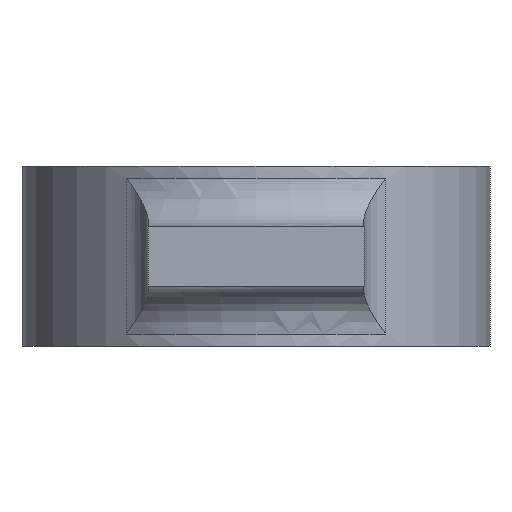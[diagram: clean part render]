
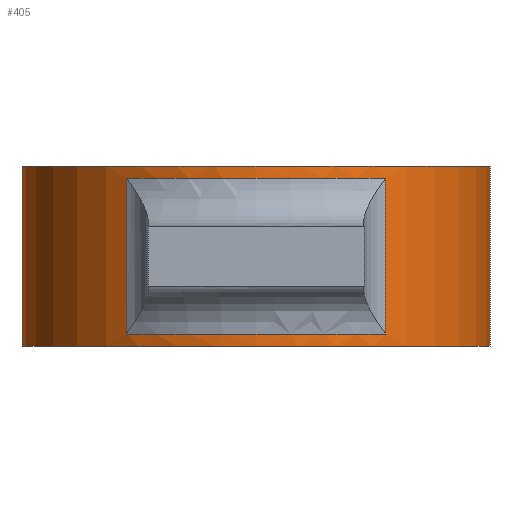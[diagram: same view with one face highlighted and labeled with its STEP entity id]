
A CAD part, left-side view. The second image highlights one B-rep face of the part: STEP entity #405.
In plain terms, the highlighted cylindrical face has radius 3.9 mm (diameter 7.8 mm), a full revolution.
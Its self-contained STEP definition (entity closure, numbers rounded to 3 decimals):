
#16=FACE_BOUND('',#99,.T.);
#17=FACE_BOUND('',#100,.T.);
#18=FACE_BOUND('',#101,.T.);
#48=CIRCLE('',#430,3.9);
#50=CIRCLE('',#435,3.9);
#52=CIRCLE('',#441,3.9);
#53=CIRCLE('',#442,3.9);
#54=CIRCLE('',#443,3.9);
#55=CIRCLE('',#444,3.9);
#73=FACE_OUTER_BOUND('',#98,.T.);
#98=EDGE_LOOP('',(#310));
#99=EDGE_LOOP('',(#311,#312,#313,#314));
#100=EDGE_LOOP('',(#315));
#101=EDGE_LOOP('',(#316,#317,#318,#319));
#136=LINE('',#612,#160);
#137=LINE('',#626,#161);
#144=LINE('',#681,#168);
#145=LINE('',#685,#169);
#160=VECTOR('',#478,10.);
#161=VECTOR('',#481,10.);
#168=VECTOR('',#518,10.);
#169=VECTOR('',#521,10.);
#185=VERTEX_POINT('',#600);
#186=VERTEX_POINT('',#611);
#187=VERTEX_POINT('',#624);
#188=VERTEX_POINT('',#625);
#199=VERTEX_POINT('',#677);
#200=VERTEX_POINT('',#679);
#201=VERTEX_POINT('',#680);
#202=VERTEX_POINT('',#682);
#203=VERTEX_POINT('',#684);
#204=VERTEX_POINT('',#687);
#225=EDGE_CURVE('',#185,#186,#136,.T.);
#227=EDGE_CURVE('',#187,#188,#137,.T.);
#233=EDGE_CURVE('',#188,#185,#48,.T.);
#237=EDGE_CURVE('',#186,#187,#50,.T.);
#245=EDGE_CURVE('',#199,#199,#52,.T.);
#246=EDGE_CURVE('',#200,#201,#144,.T.);
#247=EDGE_CURVE('',#202,#200,#53,.T.);
#248=EDGE_CURVE('',#203,#202,#145,.T.);
#249=EDGE_CURVE('',#201,#203,#54,.T.);
#250=EDGE_CURVE('',#204,#204,#55,.T.);
#310=ORIENTED_EDGE('',*,*,#245,.T.);
#311=ORIENTED_EDGE('',*,*,#246,.F.);
#312=ORIENTED_EDGE('',*,*,#247,.F.);
#313=ORIENTED_EDGE('',*,*,#248,.F.);
#314=ORIENTED_EDGE('',*,*,#249,.F.);
#315=ORIENTED_EDGE('',*,*,#250,.F.);
#316=ORIENTED_EDGE('',*,*,#227,.F.);
#317=ORIENTED_EDGE('',*,*,#237,.F.);
#318=ORIENTED_EDGE('',*,*,#225,.F.);
#319=ORIENTED_EDGE('',*,*,#233,.F.);
#393=CYLINDRICAL_SURFACE('',#440,3.9);
#405=ADVANCED_FACE('',(#73,#16,#17,#18),#393,.T.);
#430=AXIS2_PLACEMENT_3D('',#655,#489,#490);
#435=AXIS2_PLACEMENT_3D('',#662,#499,#500);
#440=AXIS2_PLACEMENT_3D('',#676,#514,#515);
#441=AXIS2_PLACEMENT_3D('',#678,#516,#517);
#442=AXIS2_PLACEMENT_3D('',#683,#519,#520);
#443=AXIS2_PLACEMENT_3D('',#686,#522,#523);
#444=AXIS2_PLACEMENT_3D('',#688,#524,#525);
#478=DIRECTION('',(0.,0.,-1.));
#481=DIRECTION('',(0.,0.,1.));
#489=DIRECTION('center_axis',(0.,0.,-1.));
#490=DIRECTION('ref_axis',(-1.,0.,0.));
#499=DIRECTION('center_axis',(0.,0.,1.));
#500=DIRECTION('ref_axis',(-1.,0.,0.));
#514=DIRECTION('center_axis',(0.,0.,1.));
#515=DIRECTION('ref_axis',(1.,0.,0.));
#516=DIRECTION('center_axis',(0.,0.,1.));
#517=DIRECTION('ref_axis',(1.,0.,0.));
#518=DIRECTION('',(0.,0.,-1.));
#519=DIRECTION('center_axis',(0.,0.,-1.));
#520=DIRECTION('ref_axis',(1.,0.,0.));
#521=DIRECTION('',(0.,0.,1.));
#522=DIRECTION('center_axis',(0.,0.,1.));
#523=DIRECTION('ref_axis',(1.,0.,0.));
#524=DIRECTION('center_axis',(0.,0.,1.));
#525=DIRECTION('ref_axis',(1.,0.,0.));
#600=CARTESIAN_POINT('',(-3.249,2.157,1.8));
#611=CARTESIAN_POINT('',(-3.249,2.157,-0.8));
#612=CARTESIAN_POINT('',(-3.249,2.157,-1.));
#624=CARTESIAN_POINT('',(-3.249,-2.157,-0.8));
#625=CARTESIAN_POINT('',(-3.249,-2.157,1.8));
#626=CARTESIAN_POINT('',(-3.249,-2.157,-1.));
#655=CARTESIAN_POINT('Origin',(0.,0.,1.8));
#662=CARTESIAN_POINT('Origin',(0.,0.,-0.8));
#676=CARTESIAN_POINT('Origin',(0.,0.,-1.));
#677=CARTESIAN_POINT('',(-3.9,0.,-1.));
#678=CARTESIAN_POINT('Origin',(0.,0.,-1.));
#679=CARTESIAN_POINT('',(3.249,-2.157,1.8));
#680=CARTESIAN_POINT('',(3.249,-2.157,-0.8));
#681=CARTESIAN_POINT('',(3.249,-2.157,-1.));
#682=CARTESIAN_POINT('',(3.249,2.157,1.8));
#683=CARTESIAN_POINT('Origin',(0.,0.,1.8));
#684=CARTESIAN_POINT('',(3.249,2.157,-0.8));
#685=CARTESIAN_POINT('',(3.249,2.157,-1.));
#686=CARTESIAN_POINT('Origin',(0.,0.,-0.8));
#687=CARTESIAN_POINT('',(-3.9,0.,2.));
#688=CARTESIAN_POINT('Origin',(0.,0.,2.));
